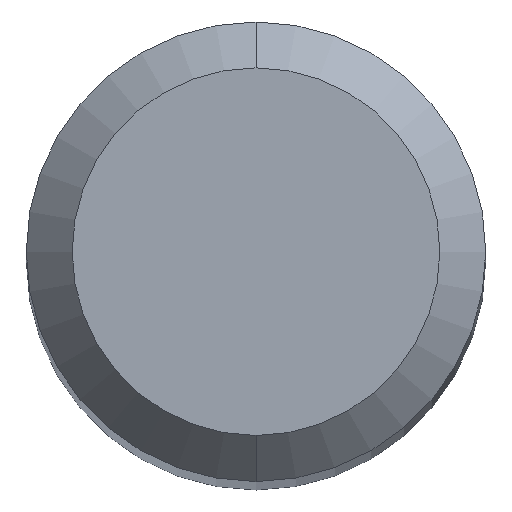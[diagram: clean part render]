
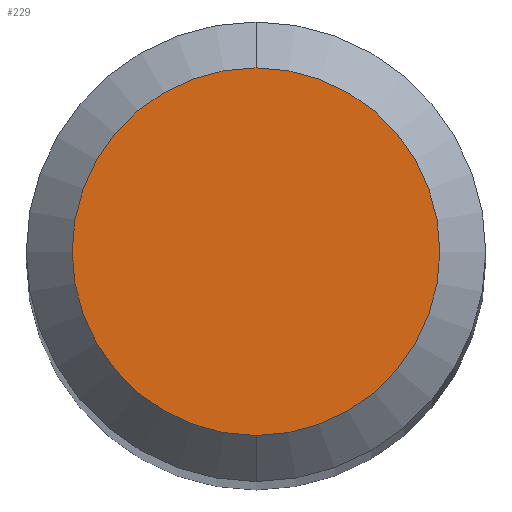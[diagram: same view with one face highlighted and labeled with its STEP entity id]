
A CAD part, top view. The second image highlights one B-rep face of the part: STEP entity #229.
In plain terms, the highlighted planar face has unit normal (0, 0, 1).
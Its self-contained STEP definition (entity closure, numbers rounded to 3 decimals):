
#191=VERTEX_POINT('',#499);
#229=ADVANCED_FACE('',(#541),#542,.T.);
#307=VERTEX_POINT('',#625);
#317=EDGE_CURVE('',#191,#307,#636,.T.);
#401=EDGE_CURVE('',#307,#191,#729,.T.);
#499=CARTESIAN_POINT('',(0.,-1.2,0.0));
#541=FACE_OUTER_BOUND('',#1012,.T.);
#542=PLANE('',#1013);
#625=CARTESIAN_POINT('',(0.0,1.2,0.0));
#636=CIRCLE('',#1180,1.2);
#729=CIRCLE('',#1315,1.2);
#1012=EDGE_LOOP('',(#1507,#1508));
#1013=AXIS2_PLACEMENT_3D('',#1509,#1510,#1511);
#1180=AXIS2_PLACEMENT_3D('',#1592,#1593,#1594);
#1315=AXIS2_PLACEMENT_3D('',#1706,#1707,#1708);
#1507=ORIENTED_EDGE('',*,*,#401,.F.);
#1508=ORIENTED_EDGE('',*,*,#317,.F.);
#1509=CARTESIAN_POINT('',(0.0,0.6,0.0));
#1510=DIRECTION('',(-0.0,0.0,1.0));
#1511=DIRECTION('',(0.0,-1.0,0.0));
#1592=CARTESIAN_POINT('',(0.0,0.0,0.0));
#1593=DIRECTION('',(0.0,0.0,-1.0));
#1594=DIRECTION('',(0.0,1.0,0.0));
#1706=CARTESIAN_POINT('',(0.0,0.0,0.0));
#1707=DIRECTION('',(0.0,0.0,-1.0));
#1708=DIRECTION('',(0.0,1.0,0.0));
